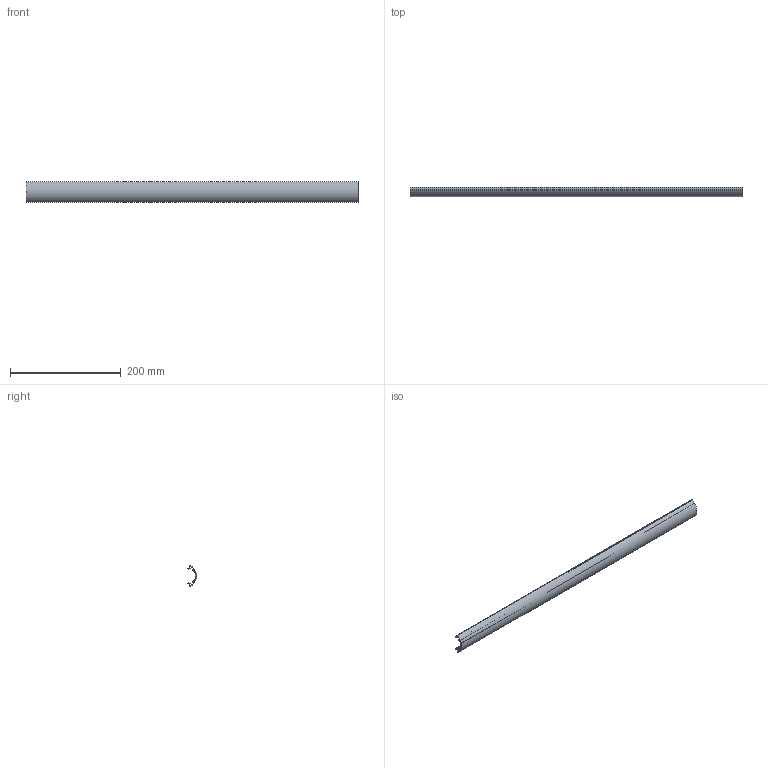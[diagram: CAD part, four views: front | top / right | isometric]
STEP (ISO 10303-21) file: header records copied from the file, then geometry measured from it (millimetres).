
FILE_DESCRIPTION (( 'STEP AP203' ), '1' );
FILE_NAME ('60087_Rev-1_Customer.STEP', '2018-03-05T15:04:00', ( '' ), ( '' ), 'SwSTEP 2.0', 'SolidWorks 2017', '' );
FILE_SCHEMA (( 'CONFIG_CONTROL_DESIGN' ));
Length unit declared in the file: millimetre
Products named in the file (1): 60087_Rev-1_Customer
Bounding box: 600 x 17.15 x 37.58 mm (x, y, z)
Volume: 76521.4 mm3; surface area: 89364.2 mm2
Topology: 1 solids, 1 shells, 75 faces, 219 edges, 146 vertices
Faces by surface type: cylinder 51, plane 22, bspline 2
Entity records: 2624 total; most frequent: CARTESIAN_POINT 467, DIRECTION 465, ORIENTED_EDGE 438, EDGE_CURVE 219, AXIS2_PLACEMENT_3D 176, VERTEX_POINT 146, VECTOR 113, LINE 113
